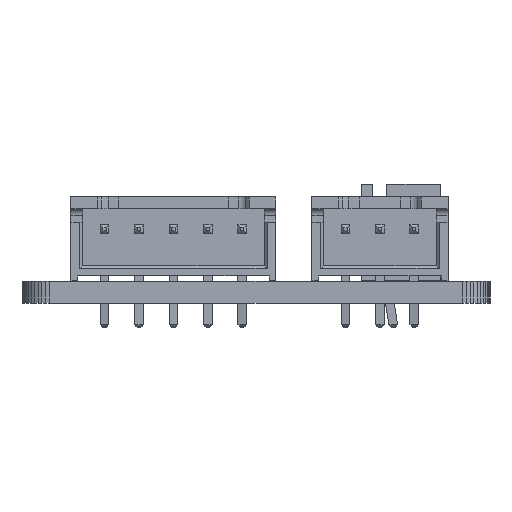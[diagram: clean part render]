
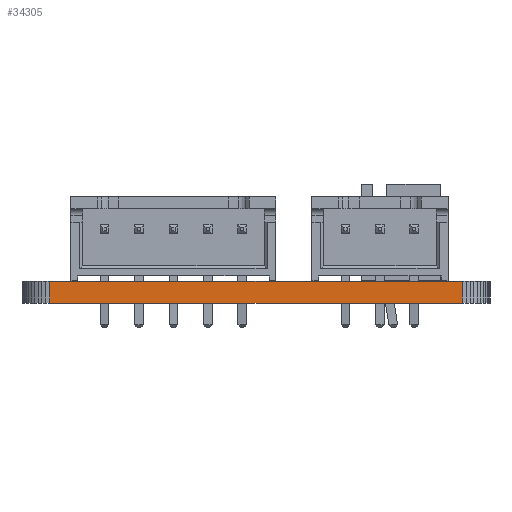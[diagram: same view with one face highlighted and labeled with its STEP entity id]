
A CAD part, left-side view. The second image highlights one B-rep face of the part: STEP entity #34305.
In plain terms, the highlighted planar face has unit normal (-1, 0, 0).
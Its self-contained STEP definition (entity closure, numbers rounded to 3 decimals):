
#29771 = PLANE('',#29772);
#29772 = AXIS2_PLACEMENT_3D('',#29773,#29774,#29775);
#29773 = CARTESIAN_POINT('',(115.,-81.,1.58));
#29774 = DIRECTION('',(-0.,-0.,-1.));
#29775 = DIRECTION('',(-1.,0.,0.));
#29825 = PLANE('',#29826);
#29826 = AXIS2_PLACEMENT_3D('',#29827,#29828,#29829);
#29827 = CARTESIAN_POINT('',(115.,-81.,0.));
#29828 = DIRECTION('',(-0.,-0.,-1.));
#29829 = DIRECTION('',(-1.,0.,0.));
#30886 = VERTEX_POINT('',#30887);
#30887 = CARTESIAN_POINT('',(80.,-96.,0.));
#30901 = PLANE('',#30902);
#30902 = AXIS2_PLACEMENT_3D('',#30903,#30904,#30905);
#30903 = CARTESIAN_POINT('',(80.02,-96.285,0.));
#30904 = DIRECTION('',(-0.997,-0.071,0.));
#30905 = DIRECTION('',(-0.071,0.997,0.));
#30913 = EDGE_CURVE('',#30886,#30914,#30916,.T.);
#30914 = VERTEX_POINT('',#30915);
#30915 = CARTESIAN_POINT('',(80.,-66.,0.));
#30916 = SURFACE_CURVE('',#30917,(#30921,#30928),.PCURVE_S1.);
#30917 = LINE('',#30918,#30919);
#30918 = CARTESIAN_POINT('',(80.,-96.,0.));
#30919 = VECTOR('',#30920,1.);
#30920 = DIRECTION('',(0.,1.,0.));
#30921 = PCURVE('',#29825,#30922);
#30922 = DEFINITIONAL_REPRESENTATION('',(#30923),#30927);
#30923 = LINE('',#30924,#30925);
#30924 = CARTESIAN_POINT('',(35.,-15.));
#30925 = VECTOR('',#30926,1.);
#30926 = DIRECTION('',(0.,1.));
#30927 = ( GEOMETRIC_REPRESENTATION_CONTEXT(2) 
PARAMETRIC_REPRESENTATION_CONTEXT() REPRESENTATION_CONTEXT('2D SPACE',''
  ) );
#30928 = PCURVE('',#30929,#30934);
#30929 = PLANE('',#30930);
#30930 = AXIS2_PLACEMENT_3D('',#30931,#30932,#30933);
#30931 = CARTESIAN_POINT('',(80.,-96.,0.));
#30932 = DIRECTION('',(-1.,0.,0.));
#30933 = DIRECTION('',(0.,1.,0.));
#30934 = DEFINITIONAL_REPRESENTATION('',(#30935),#30939);
#30935 = LINE('',#30936,#30937);
#30936 = CARTESIAN_POINT('',(0.,0.));
#30937 = VECTOR('',#30938,1.);
#30938 = DIRECTION('',(1.,0.));
#30939 = ( GEOMETRIC_REPRESENTATION_CONTEXT(2) 
PARAMETRIC_REPRESENTATION_CONTEXT() REPRESENTATION_CONTEXT('2D SPACE',''
  ) );
#30957 = PLANE('',#30958);
#30958 = AXIS2_PLACEMENT_3D('',#30959,#30960,#30961);
#30959 = CARTESIAN_POINT('',(80.,-66.,0.));
#30960 = DIRECTION('',(-0.997,0.071,0.));
#30961 = DIRECTION('',(0.071,0.997,0.));
#32755 = VERTEX_POINT('',#32756);
#32756 = CARTESIAN_POINT('',(80.,-96.,1.58));
#32777 = EDGE_CURVE('',#32755,#32778,#32780,.T.);
#32778 = VERTEX_POINT('',#32779);
#32779 = CARTESIAN_POINT('',(80.,-66.,1.58));
#32780 = SURFACE_CURVE('',#32781,(#32785,#32792),.PCURVE_S1.);
#32781 = LINE('',#32782,#32783);
#32782 = CARTESIAN_POINT('',(80.,-96.,1.58));
#32783 = VECTOR('',#32784,1.);
#32784 = DIRECTION('',(0.,1.,0.));
#32785 = PCURVE('',#29771,#32786);
#32786 = DEFINITIONAL_REPRESENTATION('',(#32787),#32791);
#32787 = LINE('',#32788,#32789);
#32788 = CARTESIAN_POINT('',(35.,-15.));
#32789 = VECTOR('',#32790,1.);
#32790 = DIRECTION('',(0.,1.));
#32791 = ( GEOMETRIC_REPRESENTATION_CONTEXT(2) 
PARAMETRIC_REPRESENTATION_CONTEXT() REPRESENTATION_CONTEXT('2D SPACE',''
  ) );
#32792 = PCURVE('',#30929,#32793);
#32793 = DEFINITIONAL_REPRESENTATION('',(#32794),#32798);
#32794 = LINE('',#32795,#32796);
#32795 = CARTESIAN_POINT('',(0.,-1.58));
#32796 = VECTOR('',#32797,1.);
#32797 = DIRECTION('',(1.,0.));
#32798 = ( GEOMETRIC_REPRESENTATION_CONTEXT(2) 
PARAMETRIC_REPRESENTATION_CONTEXT() REPRESENTATION_CONTEXT('2D SPACE',''
  ) );
#34255 = EDGE_CURVE('',#30914,#32778,#34256,.T.);
#34256 = SURFACE_CURVE('',#34257,(#34261,#34268),.PCURVE_S1.);
#34257 = LINE('',#34258,#34259);
#34258 = CARTESIAN_POINT('',(80.,-66.,0.));
#34259 = VECTOR('',#34260,1.);
#34260 = DIRECTION('',(0.,0.,1.));
#34261 = PCURVE('',#30957,#34262);
#34262 = DEFINITIONAL_REPRESENTATION('',(#34263),#34267);
#34263 = LINE('',#34264,#34265);
#34264 = CARTESIAN_POINT('',(0.,0.));
#34265 = VECTOR('',#34266,1.);
#34266 = DIRECTION('',(0.,-1.));
#34267 = ( GEOMETRIC_REPRESENTATION_CONTEXT(2) 
PARAMETRIC_REPRESENTATION_CONTEXT() REPRESENTATION_CONTEXT('2D SPACE',''
  ) );
#34268 = PCURVE('',#30929,#34269);
#34269 = DEFINITIONAL_REPRESENTATION('',(#34270),#34274);
#34270 = LINE('',#34271,#34272);
#34271 = CARTESIAN_POINT('',(30.,0.));
#34272 = VECTOR('',#34273,1.);
#34273 = DIRECTION('',(0.,-1.));
#34274 = ( GEOMETRIC_REPRESENTATION_CONTEXT(2) 
PARAMETRIC_REPRESENTATION_CONTEXT() REPRESENTATION_CONTEXT('2D SPACE',''
  ) );
#34305 = ADVANCED_FACE('',(#34306),#30929,.T.);
#34306 = FACE_BOUND('',#34307,.T.);
#34307 = EDGE_LOOP('',(#34308,#34329,#34330,#34331));
#34308 = ORIENTED_EDGE('',*,*,#34309,.T.);
#34309 = EDGE_CURVE('',#30886,#32755,#34310,.T.);
#34310 = SURFACE_CURVE('',#34311,(#34315,#34322),.PCURVE_S1.);
#34311 = LINE('',#34312,#34313);
#34312 = CARTESIAN_POINT('',(80.,-96.,0.));
#34313 = VECTOR('',#34314,1.);
#34314 = DIRECTION('',(0.,0.,1.));
#34315 = PCURVE('',#30929,#34316);
#34316 = DEFINITIONAL_REPRESENTATION('',(#34317),#34321);
#34317 = LINE('',#34318,#34319);
#34318 = CARTESIAN_POINT('',(0.,0.));
#34319 = VECTOR('',#34320,1.);
#34320 = DIRECTION('',(0.,-1.));
#34321 = ( GEOMETRIC_REPRESENTATION_CONTEXT(2) 
PARAMETRIC_REPRESENTATION_CONTEXT() REPRESENTATION_CONTEXT('2D SPACE',''
  ) );
#34322 = PCURVE('',#30901,#34323);
#34323 = DEFINITIONAL_REPRESENTATION('',(#34324),#34328);
#34324 = LINE('',#34325,#34326);
#34325 = CARTESIAN_POINT('',(0.285,0.));
#34326 = VECTOR('',#34327,1.);
#34327 = DIRECTION('',(0.,-1.));
#34328 = ( GEOMETRIC_REPRESENTATION_CONTEXT(2) 
PARAMETRIC_REPRESENTATION_CONTEXT() REPRESENTATION_CONTEXT('2D SPACE',''
  ) );
#34329 = ORIENTED_EDGE('',*,*,#32777,.T.);
#34330 = ORIENTED_EDGE('',*,*,#34255,.F.);
#34331 = ORIENTED_EDGE('',*,*,#30913,.F.);
